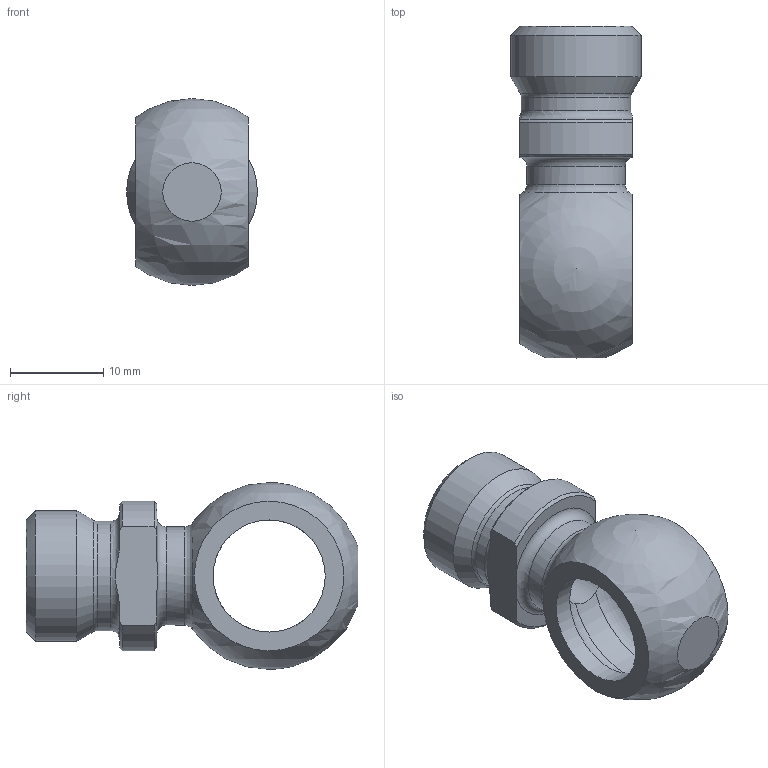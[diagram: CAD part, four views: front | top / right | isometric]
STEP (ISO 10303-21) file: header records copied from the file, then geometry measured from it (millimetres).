
FILE_DESCRIPTION((''),'2;1');
FILE_NAME('74742008.stp','2014-10-29T14:40:19',(''),('KNOMI spol. s r. o.'),'Autodesk Inventor 2012','Autodesk Inventor 2012','');
FILE_SCHEMA(('AUTOMOTIVE_DESIGN { 1 2 10303 214 0 1 1 1 }'));
Length unit declared in the file: millimetre
Products named in the file (1): Oko st.příp.OK D12/M14 Tr08
Bounding box: 14 x 35.5 x 20 mm (x, y, z)
Volume: 2923 mm3; surface area: 2749.8 mm2
Topology: 1 solids, 1 shells, 35 faces, 90 edges, 59 vertices
Faces by surface type: plane 11, cylinder 10, cone 7, torus 6, sphere 1
Full cylindrical faces by diameter (mm): 6 x1, 8 x1, 10.5 x1, 11.7 x1, 12 x2, 14 x1
Entity records: 989 total; most frequent: CARTESIAN_POINT 251, DIRECTION 152, ORIENTED_EDGE 124, AXIS2_PLACEMENT_3D 70, EDGE_CURVE 62, EDGE_LOOP 58, VERTEX_POINT 48, FACE_OUTER_BOUND 35
